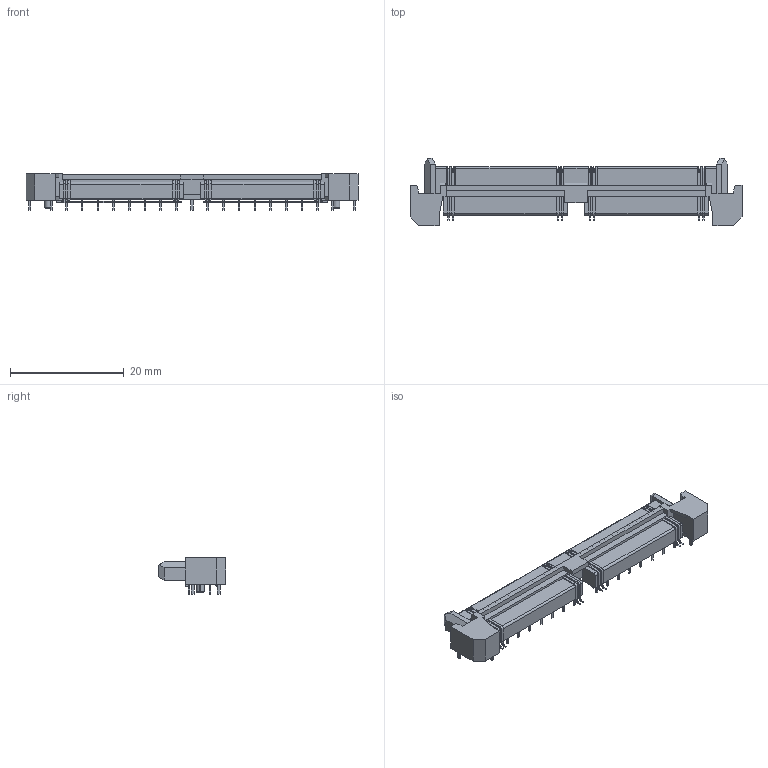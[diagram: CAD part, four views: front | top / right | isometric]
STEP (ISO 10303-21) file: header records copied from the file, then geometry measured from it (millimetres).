
FILE_DESCRIPTION(/* description */ (''),/* implementation_level */ '2;1');
FILE_NAME(/* name */ 'SAMTEC_QRM8-052-01-L-RA-GP-K.stp',/* time_stamp */ '2017-08-09T09:22:35+02:00',/* author */ ('jchouvet'),/* organization */ (''),/* preprocessor_version */ 'ST-DEVELOPER v16.1',/* originating_system */ 'AutoCAD Mechanical',/* authorisation */ ' ');
FILE_SCHEMA (('AUTOMOTIVE_DESIGN { 1 0 10303 214 3 1 1 }'));
Length unit declared in the file: millimetre
Products named in the file (1): Product
Bounding box: 58.26 x 11.8 x 6.43 mm (x, y, z)
Volume: 1314.2 mm3; surface area: 3191.2 mm2
Topology: 90 solids, 90 shells, 1170 faces, 2908 edges, 1920 vertices
Faces by surface type: plane 1012, cylinder 155, torus 3
Full cylindrical faces by diameter (mm): 1.32 x1
Entity records: 34203 total; most frequent: CARTESIAN_POINT 5995, ORIENTED_EDGE 5810, DIRECTION 5588, EDGE_CURVE 2905, LINE 2564, VECTOR 2564, VERTEX_POINT 1919, AXIS2_PLACEMENT_3D 1512
